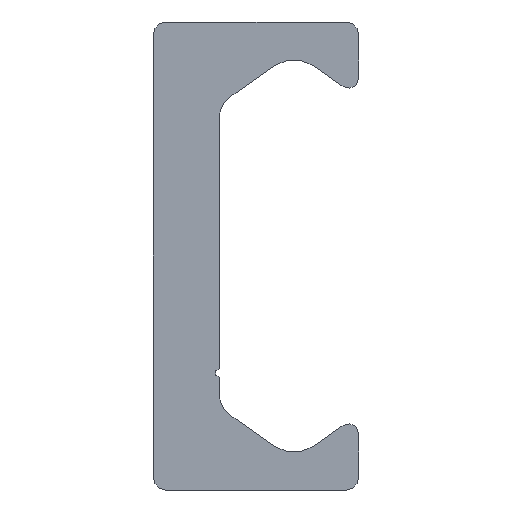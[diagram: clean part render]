
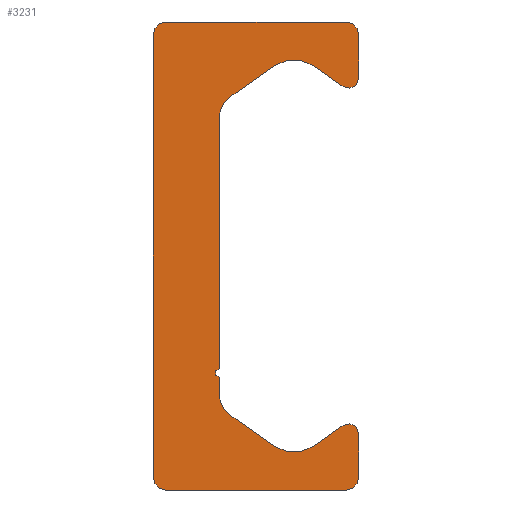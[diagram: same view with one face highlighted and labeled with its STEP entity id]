
A CAD part, left-side view. The second image highlights one B-rep face of the part: STEP entity #3231.
In plain terms, the highlighted planar face has unit normal (-1, 0, 0).
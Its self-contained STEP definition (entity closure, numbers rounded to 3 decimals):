
#2244=CARTESIAN_POINT('',(0.0,5.4,-14.0));
#2245=VERTEX_POINT('',#2244);
#2252=CARTESIAN_POINT('',(0.0,6.15,-13.25));
#2253=VERTEX_POINT('',#2252);
#2254=CARTESIAN_POINT('',(0.0,5.4,-13.25));
#2255=DIRECTION('',(1.0,0.0,0.0));
#2256=DIRECTION('',(0.0,0.0,-1.0));
#2257=AXIS2_PLACEMENT_3D('',#2254,#2255,#2256);
#2258=CIRCLE('',#2257,0.75);
#2259=EDGE_CURVE('',#2245,#2253,#2258,.T.);
#2283=CARTESIAN_POINT('',(0.0,-5.4,-14.0));
#2284=VERTEX_POINT('',#2283);
#2291=CARTESIAN_POINT('',(0.0,-5.4,-14.0));
#2292=DIRECTION('',(0.0,1.0,0.0));
#2293=VECTOR('',#2292,10.8);
#2294=LINE('',#2291,#2293);
#2295=EDGE_CURVE('',#2284,#2245,#2294,.T.);
#2315=CARTESIAN_POINT('',(0.0,-6.15,-13.25));
#2316=VERTEX_POINT('',#2315);
#2323=CARTESIAN_POINT('',(0.0,-5.4,-13.25));
#2324=DIRECTION('',(1.0,0.0,0.0));
#2325=DIRECTION('',(0.0,-1.0,0.0));
#2326=AXIS2_PLACEMENT_3D('',#2323,#2324,#2325);
#2327=CIRCLE('',#2326,0.75);
#2328=EDGE_CURVE('',#2316,#2284,#2327,.T.);
#2347=CARTESIAN_POINT('',(0.0,-6.15,-10.63));
#2348=VERTEX_POINT('',#2347);
#2355=CARTESIAN_POINT('',(0.0,-6.15,-10.63));
#2356=DIRECTION('',(0.0,0.0,-1.0));
#2357=VECTOR('',#2356,2.62);
#2358=LINE('',#2355,#2357);
#2359=EDGE_CURVE('',#2348,#2316,#2358,.T.);
#2379=CARTESIAN_POINT('',(0.0,-5.206,-10.139));
#2380=VERTEX_POINT('',#2379);
#2387=CARTESIAN_POINT('',(0.0,-5.55,-10.63));
#2388=DIRECTION('',(1.0,0.0,0.0));
#2389=DIRECTION('',(0.0,0.574,0.819));
#2390=AXIS2_PLACEMENT_3D('',#2387,#2388,#2389);
#2391=CIRCLE('',#2390,0.6);
#2392=EDGE_CURVE('',#2380,#2348,#2391,.T.);
#2411=CARTESIAN_POINT('',(0.0,-3.417,-11.391));
#2412=VERTEX_POINT('',#2411);
#2419=CARTESIAN_POINT('',(0.0,-3.417,-11.391));
#2420=DIRECTION('',(0.0,-0.819,0.574));
#2421=VECTOR('',#2420,2.184);
#2422=LINE('',#2419,#2421);
#2423=EDGE_CURVE('',#2412,#2380,#2422,.T.);
#2443=CARTESIAN_POINT('',(0.0,-1.123,-11.391));
#2444=VERTEX_POINT('',#2443);
#2451=CARTESIAN_POINT('',(0.0,-2.27,-9.753));
#2452=DIRECTION('',(-1.0,0.0,0.0));
#2453=DIRECTION('',(0.0,0.574,0.819));
#2454=AXIS2_PLACEMENT_3D('',#2451,#2452,#2453);
#2455=CIRCLE('',#2454,2.0);
#2456=EDGE_CURVE('',#2444,#2412,#2455,.T.);
#2475=CARTESIAN_POINT('',(0.0,1.56,-9.512));
#2476=VERTEX_POINT('',#2475);
#2483=CARTESIAN_POINT('',(0.0,1.56,-9.512));
#2484=DIRECTION('',(0.0,-0.819,-0.574));
#2485=VECTOR('',#2484,3.276);
#2486=LINE('',#2483,#2485);
#2487=EDGE_CURVE('',#2476,#2444,#2486,.T.);
#2507=CARTESIAN_POINT('',(0.0,2.2,-8.283));
#2508=VERTEX_POINT('',#2507);
#2515=CARTESIAN_POINT('',(0.0,0.7,-8.283));
#2516=DIRECTION('',(-1.0,0.0,0.0));
#2517=DIRECTION('',(0.0,-0.574,0.819));
#2518=AXIS2_PLACEMENT_3D('',#2515,#2516,#2517);
#2519=CIRCLE('',#2518,1.5);
#2520=EDGE_CURVE('',#2508,#2476,#2519,.T.);
#2539=CARTESIAN_POINT('',(0.0,2.2,-7.25));
#2540=VERTEX_POINT('',#2539);
#2547=CARTESIAN_POINT('',(0.0,2.2,-7.25));
#2548=DIRECTION('',(0.0,0.0,-1.0));
#2549=VECTOR('',#2548,1.033);
#2550=LINE('',#2547,#2549);
#2551=EDGE_CURVE('',#2540,#2508,#2550,.T.);
#2571=CARTESIAN_POINT('',(0.0,2.2,-6.75));
#2572=VERTEX_POINT('',#2571);
#2579=CARTESIAN_POINT('',(0.0,2.2,-7.0));
#2580=DIRECTION('',(-1.0,0.0,0.0));
#2581=DIRECTION('',(0.0,0.0,1.0));
#2582=AXIS2_PLACEMENT_3D('',#2579,#2580,#2581);
#2583=CIRCLE('',#2582,0.25);
#2584=EDGE_CURVE('',#2572,#2540,#2583,.T.);
#2603=CARTESIAN_POINT('',(0.0,2.2,8.283));
#2604=VERTEX_POINT('',#2603);
#2611=CARTESIAN_POINT('',(0.0,2.2,8.283));
#2612=DIRECTION('',(0.0,0.0,-1.0));
#2613=VECTOR('',#2612,15.033);
#2614=LINE('',#2611,#2613);
#2615=EDGE_CURVE('',#2604,#2572,#2614,.T.);
#2770=CARTESIAN_POINT('',(0.0,1.56,9.512));
#2771=VERTEX_POINT('',#2770);
#2778=CARTESIAN_POINT('',(0.0,0.7,8.283));
#2779=DIRECTION('',(-1.0,0.0,0.0));
#2780=DIRECTION('',(0.0,-1.0,0.0));
#2781=AXIS2_PLACEMENT_3D('',#2778,#2779,#2780);
#2782=CIRCLE('',#2781,1.5);
#2783=EDGE_CURVE('',#2771,#2604,#2782,.T.);
#2802=CARTESIAN_POINT('',(0.0,-1.123,11.391));
#2803=VERTEX_POINT('',#2802);
#2810=CARTESIAN_POINT('',(0.0,-1.123,11.391));
#2811=DIRECTION('',(0.0,0.819,-0.574));
#2812=VECTOR('',#2811,3.276);
#2813=LINE('',#2810,#2812);
#2814=EDGE_CURVE('',#2803,#2771,#2813,.T.);
#2834=CARTESIAN_POINT('',(0.0,-3.417,11.391));
#2835=VERTEX_POINT('',#2834);
#2842=CARTESIAN_POINT('',(0.0,-2.27,9.753));
#2843=DIRECTION('',(-1.0,0.0,0.0));
#2844=DIRECTION('',(0.0,-0.574,-0.819));
#2845=AXIS2_PLACEMENT_3D('',#2842,#2843,#2844);
#2846=CIRCLE('',#2845,2.0);
#2847=EDGE_CURVE('',#2835,#2803,#2846,.T.);
#2866=CARTESIAN_POINT('',(0.0,-5.206,10.139));
#2867=VERTEX_POINT('',#2866);
#2874=CARTESIAN_POINT('',(0.0,-5.206,10.139));
#2875=DIRECTION('',(0.0,0.819,0.574));
#2876=VECTOR('',#2875,2.184);
#2877=LINE('',#2874,#2876);
#2878=EDGE_CURVE('',#2867,#2835,#2877,.T.);
#2898=CARTESIAN_POINT('',(0.0,-6.15,10.63));
#2899=VERTEX_POINT('',#2898);
#2906=CARTESIAN_POINT('',(0.0,-5.55,10.63));
#2907=DIRECTION('',(1.0,0.0,0.0));
#2908=DIRECTION('',(0.0,-1.0,0.0));
#2909=AXIS2_PLACEMENT_3D('',#2906,#2907,#2908);
#2910=CIRCLE('',#2909,0.6);
#2911=EDGE_CURVE('',#2899,#2867,#2910,.T.);
#2930=CARTESIAN_POINT('',(0.0,-6.15,13.25));
#2931=VERTEX_POINT('',#2930);
#2938=CARTESIAN_POINT('',(0.0,-6.15,13.25));
#2939=DIRECTION('',(0.0,0.0,-1.0));
#2940=VECTOR('',#2939,2.62);
#2941=LINE('',#2938,#2940);
#2942=EDGE_CURVE('',#2931,#2899,#2941,.T.);
#2962=CARTESIAN_POINT('',(0.0,-5.4,14.0));
#2963=VERTEX_POINT('',#2962);
#2970=CARTESIAN_POINT('',(0.0,-5.4,13.25));
#2971=DIRECTION('',(1.0,0.0,0.0));
#2972=DIRECTION('',(0.0,0.0,1.0));
#2973=AXIS2_PLACEMENT_3D('',#2970,#2971,#2972);
#2974=CIRCLE('',#2973,0.75);
#2975=EDGE_CURVE('',#2963,#2931,#2974,.T.);
#2994=CARTESIAN_POINT('',(0.0,5.4,14.0));
#2995=VERTEX_POINT('',#2994);
#3002=CARTESIAN_POINT('',(0.0,5.4,14.0));
#3003=DIRECTION('',(0.0,-1.0,0.0));
#3004=VECTOR('',#3003,10.8);
#3005=LINE('',#3002,#3004);
#3006=EDGE_CURVE('',#2995,#2963,#3005,.T.);
#3026=CARTESIAN_POINT('',(0.0,6.15,13.25));
#3027=VERTEX_POINT('',#3026);
#3034=CARTESIAN_POINT('',(0.0,5.4,13.25));
#3035=DIRECTION('',(1.0,0.0,0.0));
#3036=DIRECTION('',(0.0,1.0,0.0));
#3037=AXIS2_PLACEMENT_3D('',#3034,#3035,#3036);
#3038=CIRCLE('',#3037,0.75);
#3039=EDGE_CURVE('',#3027,#2995,#3038,.T.);
#3057=CARTESIAN_POINT('',(0.0,6.15,-13.25));
#3058=DIRECTION('',(0.0,0.0,1.0));
#3059=VECTOR('',#3058,26.5);
#3060=LINE('',#3057,#3059);
#3061=EDGE_CURVE('',#2253,#3027,#3060,.T.);
#3202=CARTESIAN_POINT('',(0.0,1.352,-0.021));
#3203=DIRECTION('',(1.0,0.0,0.0));
#3204=DIRECTION('',(0.0,0.0,-1.0));
#3205=AXIS2_PLACEMENT_3D('',#3202,#3203,#3204);
#3206=PLANE('',#3205);
#3207=ORIENTED_EDGE('',*,*,#3061,.F.);
#3208=ORIENTED_EDGE('',*,*,#2259,.F.);
#3209=ORIENTED_EDGE('',*,*,#2295,.F.);
#3210=ORIENTED_EDGE('',*,*,#2328,.F.);
#3211=ORIENTED_EDGE('',*,*,#2359,.F.);
#3212=ORIENTED_EDGE('',*,*,#2392,.F.);
#3213=ORIENTED_EDGE('',*,*,#2423,.F.);
#3214=ORIENTED_EDGE('',*,*,#2456,.F.);
#3215=ORIENTED_EDGE('',*,*,#2487,.F.);
#3216=ORIENTED_EDGE('',*,*,#2520,.F.);
#3217=ORIENTED_EDGE('',*,*,#2551,.F.);
#3218=ORIENTED_EDGE('',*,*,#2584,.F.);
#3219=ORIENTED_EDGE('',*,*,#2615,.F.);
#3220=ORIENTED_EDGE('',*,*,#2783,.F.);
#3221=ORIENTED_EDGE('',*,*,#2814,.F.);
#3222=ORIENTED_EDGE('',*,*,#2847,.F.);
#3223=ORIENTED_EDGE('',*,*,#2878,.F.);
#3224=ORIENTED_EDGE('',*,*,#2911,.F.);
#3225=ORIENTED_EDGE('',*,*,#2942,.F.);
#3226=ORIENTED_EDGE('',*,*,#2975,.F.);
#3227=ORIENTED_EDGE('',*,*,#3006,.F.);
#3228=ORIENTED_EDGE('',*,*,#3039,.F.);
#3229=EDGE_LOOP('',(#3207,#3208,#3209,#3210,#3211,#3212,#3213,#3214,#3215,#3216,#3217,#3218,#3219,#3220,#3221,#3222,#3223,#3224,#3225,#3226,#3227,#3228));
#3230=FACE_OUTER_BOUND('',#3229,.T.);
#3231=ADVANCED_FACE('',(#3230),#3206,.F.);
